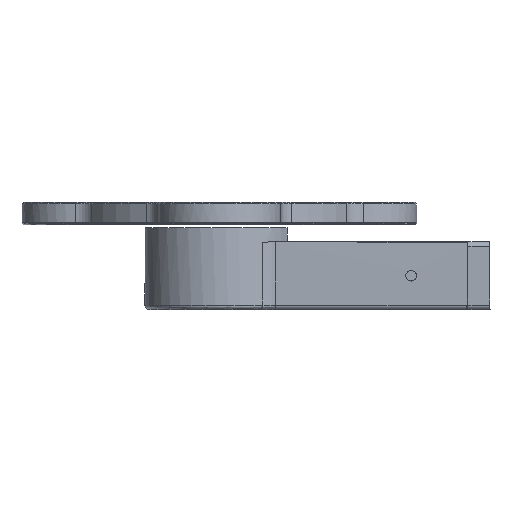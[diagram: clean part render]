
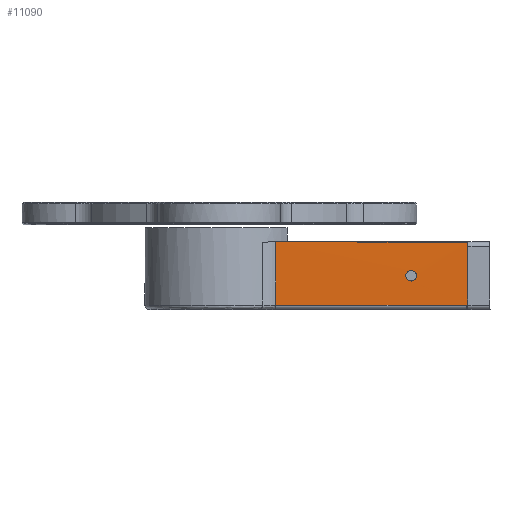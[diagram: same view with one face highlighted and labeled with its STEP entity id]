
A CAD part, left-side view. The second image highlights one B-rep face of the part: STEP entity #11090.
In plain terms, the highlighted planar face has unit normal (1, 0, 0).
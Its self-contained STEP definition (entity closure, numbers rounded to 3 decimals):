
#534 = AXIS2_PLACEMENT_3D ( 'NONE', #3988, #6184, #6052 ) ;
#912 = ORIENTED_EDGE ( 'NONE', *, *, #5799, .T. ) ;
#929 = VERTEX_POINT ( 'NONE', #1935 ) ;
#1865 = DIRECTION ( 'NONE',  ( 0., -1., 0. ) ) ;
#1935 = CARTESIAN_POINT ( 'NONE',  ( -80.014, 52.48, 135.25 ) ) ;
#2448 = DIRECTION ( 'NONE',  ( 0., 1., 0. ) ) ;
#2692 = CARTESIAN_POINT ( 'NONE',  ( -80.014, -32.54, 138.25 ) ) ;
#2700 = VERTEX_POINT ( 'NONE', #4959 ) ;
#3184 = AXIS2_PLACEMENT_3D ( 'NONE', #2692, #7778, #13143 ) ;
#3215 = VECTOR ( 'NONE', #6373, 1000. ) ;
#3248 = EDGE_CURVE ( 'NONE', #9320, #6893, #11097, .T. ) ;
#3629 = VERTEX_POINT ( 'NONE', #5853 ) ;
#3705 = EDGE_CURVE ( 'NONE', #3629, #6893, #12448, .T. ) ;
#3988 = CARTESIAN_POINT ( 'NONE',  ( -80.014, -7.54, 148.25 ) ) ;
#4199 = CARTESIAN_POINT ( 'NONE',  ( -80.014, -32.54, 163.25 ) ) ;
#4246 = EDGE_LOOP ( 'NONE', ( #7991, #5422, #10520, #9916 ) ) ;
#4685 = FACE_BOUND ( 'NONE', #7683, .T. ) ;
#4959 = CARTESIAN_POINT ( 'NONE',  ( -80.014, -7.54, 150.6 ) ) ;
#5144 = CARTESIAN_POINT ( 'NONE',  ( -79.914, -32.44, 135.25 ) ) ;
#5207 = CARTESIAN_POINT ( 'NONE',  ( -80.014, 52.48, 138.25 ) ) ;
#5422 = ORIENTED_EDGE ( 'NONE', *, *, #3248, .F. ) ;
#5799 = EDGE_CURVE ( 'NONE', #2700, #2700, #13046, .T. ) ;
#5853 = CARTESIAN_POINT ( 'NONE',  ( -80.014, 52.48, 163.25 ) ) ;
#6052 = DIRECTION ( 'NONE',  ( 0., 0., 1. ) ) ;
#6184 = DIRECTION ( 'NONE',  ( -1., 0., 0. ) ) ;
#6232 = LINE ( 'NONE', #5207, #3215 ) ;
#6373 = DIRECTION ( 'NONE',  ( 0., 0., 1. ) ) ;
#6543 = EDGE_CURVE ( 'NONE', #9320, #929, #13170, .T. ) ;
#6850 = VECTOR ( 'NONE', #9028, 1000. ) ;
#6893 = VERTEX_POINT ( 'NONE', #6898 ) ;
#6898 = CARTESIAN_POINT ( 'NONE',  ( -79.914, -32.44, 163.15 ) ) ;
#7683 = EDGE_LOOP ( 'NONE', ( #912 ) ) ;
#7778 = DIRECTION ( 'NONE',  ( 1., 0., 0. ) ) ;
#7991 = ORIENTED_EDGE ( 'NONE', *, *, #3705, .T. ) ;
#8883 = VECTOR ( 'NONE', #2448, 1000. ) ;
#9028 = DIRECTION ( 'NONE',  ( 0., 0., 1. ) ) ;
#9036 = CARTESIAN_POINT ( 'NONE',  ( -80.014, -32.54, 135.25 ) ) ;
#9075 = PLANE ( 'NONE',  #3184 ) ;
#9320 = VERTEX_POINT ( 'NONE', #5144 ) ;
#9916 = ORIENTED_EDGE ( 'NONE', *, *, #10067, .T. ) ;
#10067 = EDGE_CURVE ( 'NONE', #929, #3629, #6232, .T. ) ;
#10520 = ORIENTED_EDGE ( 'NONE', *, *, #6543, .T. ) ;
#11090 = ADVANCED_FACE ( 'NONE', ( #12169, #4685 ), #9075, .T. ) ;
#11097 = LINE ( 'NONE', #13355, #6850 ) ;
#12169 = FACE_OUTER_BOUND ( 'NONE', #4246, .T. ) ;
#12448 = LINE ( 'NONE', #4199, #12770 ) ;
#12770 = VECTOR ( 'NONE', #1865, 1000. ) ;
#13046 = CIRCLE ( 'NONE', #534, 2.35 ) ;
#13143 = DIRECTION ( 'NONE',  ( 0., 0., -1. ) ) ;
#13170 = LINE ( 'NONE', #9036, #8883 ) ;
#13355 = CARTESIAN_POINT ( 'NONE',  ( -80.014, -32.54, 138.25 ) ) ;
